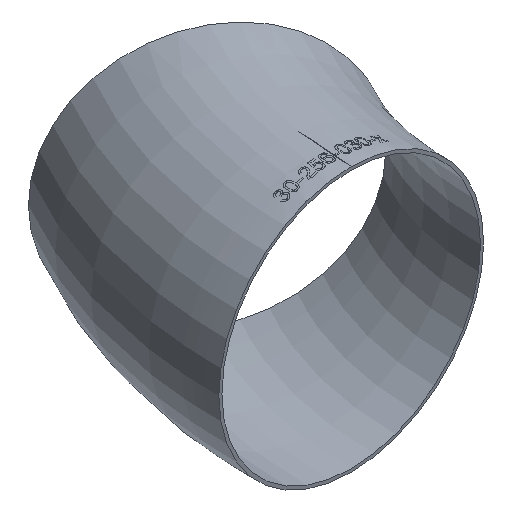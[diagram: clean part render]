
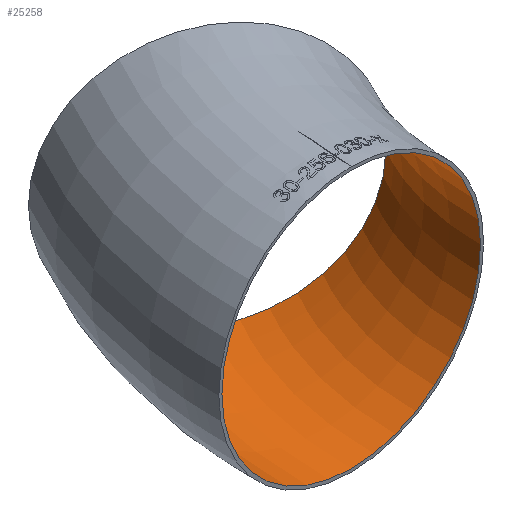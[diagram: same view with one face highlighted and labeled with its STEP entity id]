
A CAD part, isometric view. The second image highlights one B-rep face of the part: STEP entity #25258.
In plain terms, the highlighted toroidal (fillet/blend) face has major radius 375 mm and minor radius 125 mm.
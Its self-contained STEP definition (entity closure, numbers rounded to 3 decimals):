
#246 = FACE_OUTER_BOUND ( 'NONE', #1808, .T. ) ;
#1808 = EDGE_LOOP ( 'NONE', ( #35055 ) ) ;
#4894 = TOROIDAL_SURFACE ( 'NONE', #14360, 375., 125. ) ;
#5411 = FACE_OUTER_BOUND ( 'NONE', #19385, .T. ) ;
#10762 = DIRECTION ( 'NONE',  ( 0., 0., 1. ) ) ;
#11510 = DIRECTION ( 'NONE',  ( -1., 0., 0. ) ) ;
#13399 = CIRCLE ( 'NONE', #34132, 125. ) ;
#14195 = CARTESIAN_POINT ( 'NONE',  ( -433.013, 250., 0. ) ) ;
#14303 = CARTESIAN_POINT ( 'NONE',  ( 0., 0., 0. ) ) ;
#14360 = AXIS2_PLACEMENT_3D ( 'NONE', #14303, #28408, #11510 ) ;
#14434 = DIRECTION ( 'NONE',  ( 0.5, 0.866, 0. ) ) ;
#14614 = CARTESIAN_POINT ( 'NONE',  ( -324.76, 187.5, 0. ) ) ;
#14742 = VERTEX_POINT ( 'NONE', #34220 ) ;
#19366 = EDGE_CURVE ( 'NONE', #14742, #14742, #36301, .T. ) ;
#19385 = EDGE_LOOP ( 'NONE', ( #20849 ) ) ;
#20849 = ORIENTED_EDGE ( 'NONE', *, *, #19366, .F. ) ;
#24896 = CARTESIAN_POINT ( 'NONE',  ( -375., 0., 0. ) ) ;
#25258 = ADVANCED_FACE ( 'NONE', ( #246, #5411 ), #4894, .F. ) ;
#28408 = DIRECTION ( 'NONE',  ( 0., 0., -1. ) ) ;
#30941 = DIRECTION ( 'NONE',  ( -0.866, 0.5, 0. ) ) ;
#31571 = AXIS2_PLACEMENT_3D ( 'NONE', #24896, #36176, #10762 ) ;
#31619 = VERTEX_POINT ( 'NONE', #14195 ) ;
#34132 = AXIS2_PLACEMENT_3D ( 'NONE', #14614, #14434, #30941 ) ;
#34220 = CARTESIAN_POINT ( 'NONE',  ( -375., 0., 125. ) ) ;
#35055 = ORIENTED_EDGE ( 'NONE', *, *, #35908, .T. ) ;
#35908 = EDGE_CURVE ( 'NONE', #31619, #31619, #13399, .T. ) ;
#36176 = DIRECTION ( 'NONE',  ( 0., 1., 0. ) ) ;
#36301 = CIRCLE ( 'NONE', #31571, 125. ) ;
